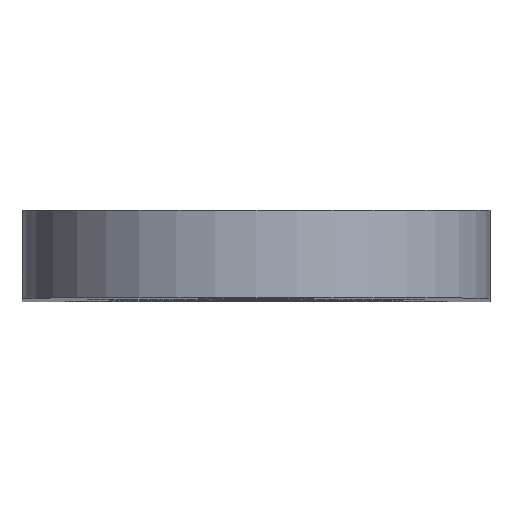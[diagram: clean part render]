
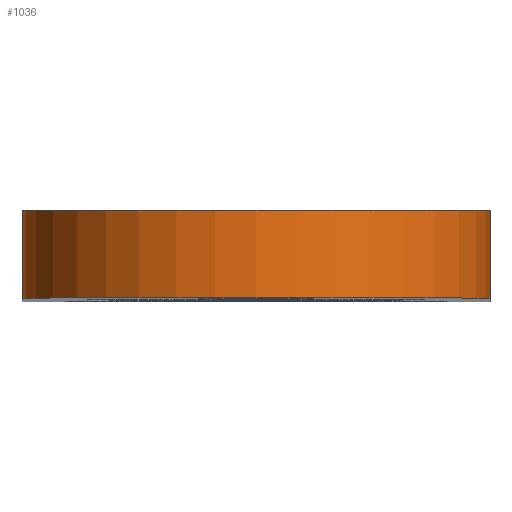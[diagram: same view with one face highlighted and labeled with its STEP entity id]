
A CAD part, top view. The second image highlights one B-rep face of the part: STEP entity #1036.
In plain terms, the highlighted cylindrical face has radius 16 mm (diameter 32 mm), a partial arc.
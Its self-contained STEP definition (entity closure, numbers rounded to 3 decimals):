
#108=FACE_OUTER_BOUND('',#175,.T.);
#175=EDGE_LOOP('',(#956,#957,#958,#959));
#276=LINE('',#1739,#377);
#277=LINE('',#1741,#378);
#377=VECTOR('',#1440,10.);
#378=VECTOR('',#1443,10.);
#381=CIRCLE('',#1057,16.);
#412=CIRCLE('',#1113,16.);
#432=VERTEX_POINT('',#1464);
#433=VERTEX_POINT('',#1466);
#502=VERTEX_POINT('',#1654);
#504=VERTEX_POINT('',#1658);
#531=EDGE_CURVE('',#432,#433,#381,.T.);
#628=EDGE_CURVE('',#502,#504,#412,.T.);
#668=EDGE_CURVE('',#504,#433,#276,.T.);
#669=EDGE_CURVE('',#502,#432,#277,.T.);
#956=ORIENTED_EDGE('',*,*,#628,.T.);
#957=ORIENTED_EDGE('',*,*,#668,.T.);
#958=ORIENTED_EDGE('',*,*,#531,.F.);
#959=ORIENTED_EDGE('',*,*,#669,.F.);
#986=CYLINDRICAL_SURFACE('',#1147,16.);
#1036=ADVANCED_FACE('',(#108),#986,.T.);
#1057=AXIS2_PLACEMENT_3D('',#1467,#1167,#1168);
#1113=AXIS2_PLACEMENT_3D('',#1660,#1345,#1346);
#1147=AXIS2_PLACEMENT_3D('',#1740,#1441,#1442);
#1167=DIRECTION('center_axis',(0.,1.,0.));
#1168=DIRECTION('ref_axis',(1.,0.,0.));
#1345=DIRECTION('center_axis',(0.,1.,0.));
#1346=DIRECTION('ref_axis',(1.,0.,0.));
#1440=DIRECTION('',(0.,1.,0.));
#1441=DIRECTION('center_axis',(0.,1.,0.));
#1442=DIRECTION('ref_axis',(1.,0.,0.));
#1443=DIRECTION('',(0.,1.,0.));
#1464=CARTESIAN_POINT('',(0.,6.,148.));
#1466=CARTESIAN_POINT('',(32.,6.,148.));
#1467=CARTESIAN_POINT('Origin',(16.,6.,148.));
#1654=CARTESIAN_POINT('',(0.,0.,148.));
#1658=CARTESIAN_POINT('',(32.,0.,148.));
#1660=CARTESIAN_POINT('Origin',(16.,0.,148.));
#1739=CARTESIAN_POINT('',(32.,0.,148.));
#1740=CARTESIAN_POINT('Origin',(16.,0.,148.));
#1741=CARTESIAN_POINT('',(0.,0.,148.));
